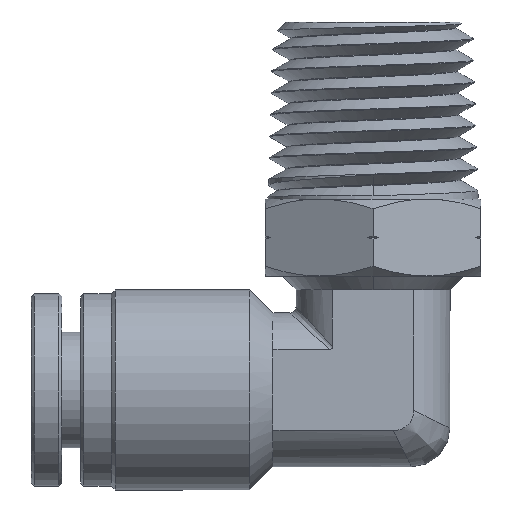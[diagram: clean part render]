
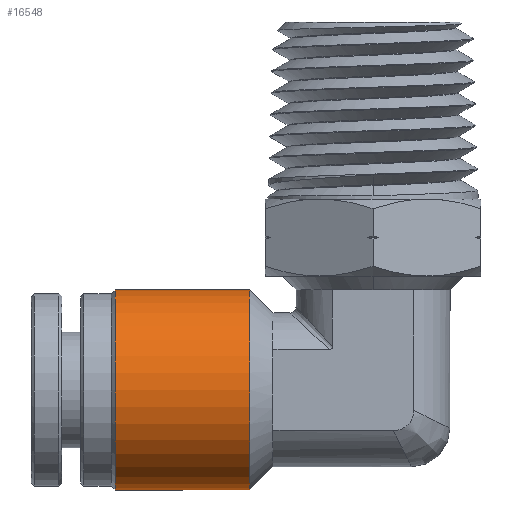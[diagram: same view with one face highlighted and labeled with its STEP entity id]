
A CAD part, left-side view. The second image highlights one B-rep face of the part: STEP entity #16548.
In plain terms, the highlighted cylindrical face has radius 6.5 mm (diameter 13 mm), a partial arc.
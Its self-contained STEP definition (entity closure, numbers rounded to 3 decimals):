
#433 = CARTESIAN_POINT ( 'NONE',  ( 0., 4.843, 0. ) ) ;
#519 = FACE_OUTER_BOUND ( 'NONE', #12015, .T. ) ;
#1159 = LINE ( 'NONE', #11117, #17845 ) ;
#1432 = AXIS2_PLACEMENT_3D ( 'NONE', #9722, #5405, #24307 ) ;
#2293 = VERTEX_POINT ( 'NONE', #17553 ) ;
#2542 = DIRECTION ( 'NONE',  ( 0., 0., 1. ) ) ;
#3350 = ORIENTED_EDGE ( 'NONE', *, *, #22299, .T. ) ;
#3784 = LINE ( 'NONE', #21077, #19821 ) ;
#4921 = VERTEX_POINT ( 'NONE', #11047 ) ;
#5405 = DIRECTION ( 'NONE',  ( 0., -1., 0. ) ) ;
#5976 = CARTESIAN_POINT ( 'NONE',  ( 0., -3.907, 6.5 ) ) ;
#6430 = DIRECTION ( 'NONE',  ( 0., -1., 0. ) ) ;
#8777 = EDGE_CURVE ( 'NONE', #9781, #4921, #13609, .T. ) ;
#9722 = CARTESIAN_POINT ( 'NONE',  ( 0., 7.093, 0. ) ) ;
#9781 = VERTEX_POINT ( 'NONE', #27041 ) ;
#11047 = CARTESIAN_POINT ( 'NONE',  ( 0., 4.843, -6.5 ) ) ;
#11117 = CARTESIAN_POINT ( 'NONE',  ( 0., 7.093, -6.5 ) ) ;
#11862 = CARTESIAN_POINT ( 'NONE',  ( 0., -3.907, 0. ) ) ;
#11891 = AXIS2_PLACEMENT_3D ( 'NONE', #433, #15088, #2542 ) ;
#12015 = EDGE_LOOP ( 'NONE', ( #14512, #22014, #3350, #17288 ) ) ;
#13609 = CIRCLE ( 'NONE', #11891, 6.5 ) ;
#13976 = DIRECTION ( 'NONE',  ( 0., 0., 1. ) ) ;
#14512 = ORIENTED_EDGE ( 'NONE', *, *, #22214, .F. ) ;
#15088 = DIRECTION ( 'NONE',  ( 0., -1., 0. ) ) ;
#16548 = ADVANCED_FACE ( 'NONE', ( #519 ), #19515, .T. ) ;
#16827 = AXIS2_PLACEMENT_3D ( 'NONE', #11862, #26422, #13976 ) ;
#17288 = ORIENTED_EDGE ( 'NONE', *, *, #19271, .T. ) ;
#17553 = CARTESIAN_POINT ( 'NONE',  ( 0., -3.907, -6.5 ) ) ;
#17845 = VECTOR ( 'NONE', #23606, 1000. ) ;
#19271 = EDGE_CURVE ( 'NONE', #2293, #23876, #23815, .T. ) ;
#19515 = CYLINDRICAL_SURFACE ( 'NONE', #1432, 6.5 ) ;
#19821 = VECTOR ( 'NONE', #6430, 1000. ) ;
#21077 = CARTESIAN_POINT ( 'NONE',  ( 0., 7.093, 6.5 ) ) ;
#22014 = ORIENTED_EDGE ( 'NONE', *, *, #8777, .T. ) ;
#22214 = EDGE_CURVE ( 'NONE', #9781, #23876, #3784, .T. ) ;
#22299 = EDGE_CURVE ( 'NONE', #4921, #2293, #1159, .T. ) ;
#23606 = DIRECTION ( 'NONE',  ( 0., -1., 0. ) ) ;
#23815 = CIRCLE ( 'NONE', #16827, 6.5 ) ;
#23876 = VERTEX_POINT ( 'NONE', #5976 ) ;
#24307 = DIRECTION ( 'NONE',  ( 0., 0., -1. ) ) ;
#26422 = DIRECTION ( 'NONE',  ( 0., 1., 0. ) ) ;
#27041 = CARTESIAN_POINT ( 'NONE',  ( 0., 4.843, 6.5 ) ) ;
